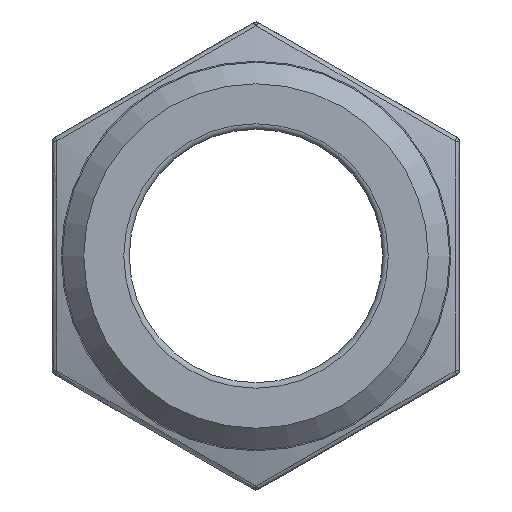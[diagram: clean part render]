
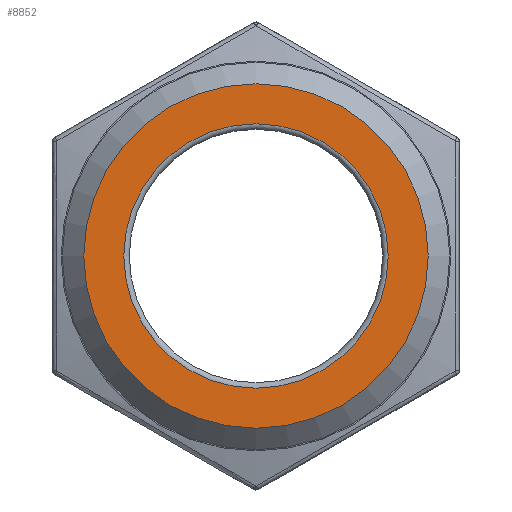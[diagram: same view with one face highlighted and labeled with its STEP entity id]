
A CAD part, left-side view. The second image highlights one B-rep face of the part: STEP entity #8852.
In plain terms, the highlighted planar face has unit normal (-1, 0, 0).
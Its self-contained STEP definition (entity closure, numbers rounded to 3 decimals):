
#335 = CARTESIAN_POINT ( 'NONE',  ( -17.5, 0., -7.15 ) ) ;
#1625 = EDGE_LOOP ( 'NONE', ( #9500 ) ) ;
#1704 = CIRCLE ( 'NONE', #6519, 7.15 ) ;
#3238 = DIRECTION ( 'NONE',  ( -1., 0., 0. ) ) ;
#3743 = PLANE ( 'NONE',  #12186 ) ;
#5325 = DIRECTION ( 'NONE',  ( 1., 0., 0. ) ) ;
#6018 = ORIENTED_EDGE ( 'NONE', *, *, #7292, .T. ) ;
#6227 = CARTESIAN_POINT ( 'NONE',  ( -17.5, 0., 9.315 ) ) ;
#6366 = VERTEX_POINT ( 'NONE', #6227 ) ;
#6516 = EDGE_CURVE ( 'NONE', #12424, #12424, #1704, .T. ) ;
#6519 = AXIS2_PLACEMENT_3D ( 'NONE', #12277, #5325, #10082 ) ;
#7107 = AXIS2_PLACEMENT_3D ( 'NONE', #12220, #3238, #7218 ) ;
#7218 = DIRECTION ( 'NONE',  ( 0., 0., 1. ) ) ;
#7292 = EDGE_CURVE ( 'NONE', #6366, #6366, #11728, .T. ) ;
#7491 = EDGE_LOOP ( 'NONE', ( #6018 ) ) ;
#7669 = DIRECTION ( 'NONE',  ( 1., 0., 0. ) ) ;
#7733 = DIRECTION ( 'NONE',  ( 0., 0., -1. ) ) ;
#8852 = ADVANCED_FACE ( 'NONE', ( #12615, #10743 ), #3743, .F. ) ;
#9500 = ORIENTED_EDGE ( 'NONE', *, *, #6516, .T. ) ;
#10082 = DIRECTION ( 'NONE',  ( 0., 0., -1. ) ) ;
#10743 = FACE_OUTER_BOUND ( 'NONE', #7491, .T. ) ;
#11728 = CIRCLE ( 'NONE', #7107, 9.315 ) ;
#12186 = AXIS2_PLACEMENT_3D ( 'NONE', #12541, #7669, #7733 ) ;
#12220 = CARTESIAN_POINT ( 'NONE',  ( -17.5, 0., 0. ) ) ;
#12277 = CARTESIAN_POINT ( 'NONE',  ( -17.5, 0., 0. ) ) ;
#12424 = VERTEX_POINT ( 'NONE', #335 ) ;
#12541 = CARTESIAN_POINT ( 'NONE',  ( -17.5, 9.315, 0. ) ) ;
#12615 = FACE_BOUND ( 'NONE', #1625, .T. ) ;
